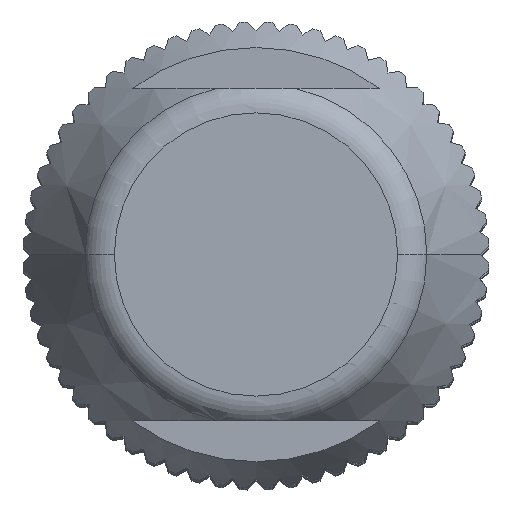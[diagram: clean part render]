
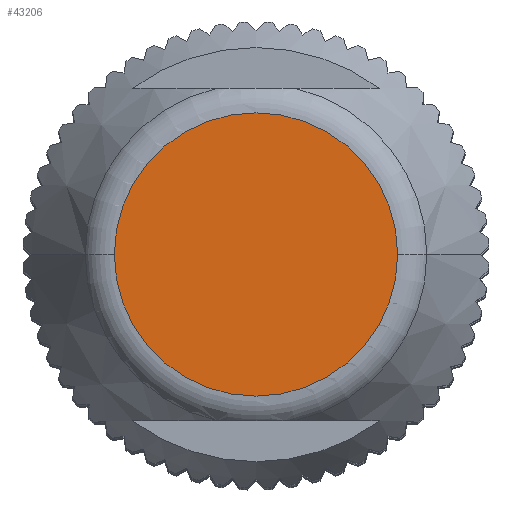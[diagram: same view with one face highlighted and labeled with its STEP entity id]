
A CAD part, top view. The second image highlights one B-rep face of the part: STEP entity #43206.
In plain terms, the highlighted planar face has unit normal (0, 0, 1).
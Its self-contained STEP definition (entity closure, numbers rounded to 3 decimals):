
#17952=CARTESIAN_POINT('',(0.,0.,55.9));
#17953=DIRECTION('',(0.,0.,1.));
#17954=DIRECTION('',(1.,0.,0.));
#17955=AXIS2_PLACEMENT_3D('',#17952,#17953,#17954);
#18041=CARTESIAN_POINT('',(0.,0.,55.9));
#18042=DIRECTION('',(0.,0.,1.));
#18043=DIRECTION('',(-1.,0.,0.));
#18044=AXIS2_PLACEMENT_3D('',#18041,#18042,#18043);
#24318=CARTESIAN_POINT('',(-4.259,0.,55.9));
#24320=VERTEX_POINT('',#24318);
#24322=CARTESIAN_POINT('',(4.259,0.,55.9));
#24324=VERTEX_POINT('',#24322);
#43197=CARTESIAN_POINT('',(0.,0.,55.9));
#43198=DIRECTION('',(0.,0.,-1.));
#43199=DIRECTION('',(1.,0.,0.));
#43200=AXIS2_PLACEMENT_3D('',#43197,#43198,#43199);
#43201=PLANE('',#43200);
#43202=ORIENTED_EDGE('',*,*,#43141,.F.);
#43203=ORIENTED_EDGE('',*,*,#43075,.F.);
#43204=EDGE_LOOP('',(#43202,#43203));
#43205=FACE_OUTER_BOUND('',#43204,.F.);
#17956=CIRCLE('',#17955,4.259);
#18045=CIRCLE('',#18044,4.259);
#43075=EDGE_CURVE('',#24324,#24320,#17956,.T.);
#43141=EDGE_CURVE('',#24320,#24324,#18045,.T.);
#43206=ADVANCED_FACE('',(#43205),#43201,.F.);
